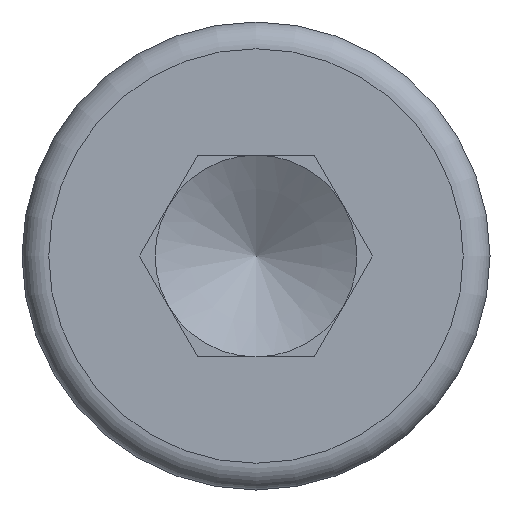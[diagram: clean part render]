
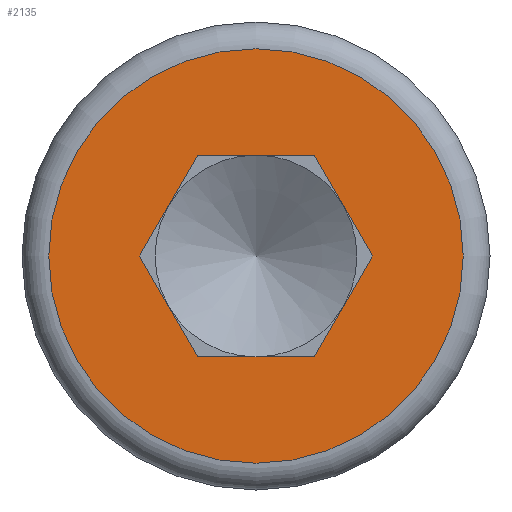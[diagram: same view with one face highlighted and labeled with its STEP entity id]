
A CAD part, left-side view. The second image highlights one B-rep face of the part: STEP entity #2135.
In plain terms, the highlighted planar face has unit normal (-1, 0, 0).
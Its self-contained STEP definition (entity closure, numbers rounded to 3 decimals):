
#20 = FACE_OUTER_BOUND ( 'NONE', #938, .T. ) ;
#52 = CARTESIAN_POINT ( 'NONE',  ( 0., 0.872, -1.51 ) ) ;
#73 = DIRECTION ( 'NONE',  ( -1., 0., 0. ) ) ;
#118 = VERTEX_POINT ( 'NONE', #302 ) ;
#171 = CARTESIAN_POINT ( 'NONE',  ( 0., 0., 3.1 ) ) ;
#213 = FACE_BOUND ( 'NONE', #1998, .T. ) ;
#245 = ORIENTED_EDGE ( 'NONE', *, *, #434, .T. ) ;
#262 = LINE ( 'NONE', #1126, #1941 ) ;
#264 = VERTEX_POINT ( 'NONE', #1068 ) ;
#271 = DIRECTION ( 'NONE',  ( 0., 0.5, -0.866 ) ) ;
#279 = LINE ( 'NONE', #1181, #2189 ) ;
#280 = ORIENTED_EDGE ( 'NONE', *, *, #1150, .T. ) ;
#302 = CARTESIAN_POINT ( 'NONE',  ( 0., -1.744, 0. ) ) ;
#317 = DIRECTION ( 'NONE',  ( 0., 0., 1. ) ) ;
#356 = VECTOR ( 'NONE', #1457, 1000. ) ;
#434 = EDGE_CURVE ( 'NONE', #1225, #118, #1835, .T. ) ;
#492 = LINE ( 'NONE', #1058, #878 ) ;
#509 = PLANE ( 'NONE',  #2150 ) ;
#531 = ORIENTED_EDGE ( 'NONE', *, *, #1609, .T. ) ;
#552 = DIRECTION ( 'NONE',  ( -1., 0., 0. ) ) ;
#593 = DIRECTION ( 'NONE',  ( 0., -1., 0. ) ) ;
#718 = VERTEX_POINT ( 'NONE', #171 ) ;
#766 = VERTEX_POINT ( 'NONE', #1042 ) ;
#801 = DIRECTION ( 'NONE',  ( 0., 0., 1. ) ) ;
#878 = VECTOR ( 'NONE', #1743, 1000. ) ;
#938 = EDGE_LOOP ( 'NONE', ( #531 ) ) ;
#950 = LINE ( 'NONE', #2073, #1673 ) ;
#964 = DIRECTION ( 'NONE',  ( 0., 1., 0. ) ) ;
#979 = EDGE_CURVE ( 'NONE', #1782, #264, #492, .T. ) ;
#986 = CARTESIAN_POINT ( 'NONE',  ( 0., -0.872, 1.51 ) ) ;
#1042 = CARTESIAN_POINT ( 'NONE',  ( 0., 0.872, -1.51 ) ) ;
#1058 = CARTESIAN_POINT ( 'NONE',  ( 0., 1.744, 0. ) ) ;
#1068 = CARTESIAN_POINT ( 'NONE',  ( 0., 0.872, 1.51 ) ) ;
#1079 = CARTESIAN_POINT ( 'NONE',  ( 0., 0., 0. ) ) ;
#1126 = CARTESIAN_POINT ( 'NONE',  ( 0., -0.872, 1.51 ) ) ;
#1150 = EDGE_CURVE ( 'NONE', #118, #1271, #950, .T. ) ;
#1164 = EDGE_CURVE ( 'NONE', #1225, #264, #262, .T. ) ;
#1181 = CARTESIAN_POINT ( 'NONE',  ( 0., 1.744, 0. ) ) ;
#1225 = VERTEX_POINT ( 'NONE', #986 ) ;
#1271 = VERTEX_POINT ( 'NONE', #2027 ) ;
#1417 = ORIENTED_EDGE ( 'NONE', *, *, #1889, .F. ) ;
#1457 = DIRECTION ( 'NONE',  ( 0., -0.5, -0.866 ) ) ;
#1467 = CARTESIAN_POINT ( 'NONE',  ( 0., 0., 0. ) ) ;
#1469 = CARTESIAN_POINT ( 'NONE',  ( 0., -0.872, 1.51 ) ) ;
#1609 = EDGE_CURVE ( 'NONE', #718, #718, #2285, .T. ) ;
#1657 = VECTOR ( 'NONE', #593, 1000. ) ;
#1673 = VECTOR ( 'NONE', #271, 1000. ) ;
#1682 = ORIENTED_EDGE ( 'NONE', *, *, #1164, .F. ) ;
#1720 = AXIS2_PLACEMENT_3D ( 'NONE', #1467, #73, #801 ) ;
#1743 = DIRECTION ( 'NONE',  ( 0., -0.5, 0.866 ) ) ;
#1782 = VERTEX_POINT ( 'NONE', #2094 ) ;
#1827 = ORIENTED_EDGE ( 'NONE', *, *, #979, .T. ) ;
#1835 = LINE ( 'NONE', #1469, #356 ) ;
#1889 = EDGE_CURVE ( 'NONE', #1782, #766, #279, .T. ) ;
#1891 = LINE ( 'NONE', #52, #1657 ) ;
#1904 = DIRECTION ( 'NONE',  ( 0., -0.5, -0.866 ) ) ;
#1941 = VECTOR ( 'NONE', #964, 1000. ) ;
#1998 = EDGE_LOOP ( 'NONE', ( #1827, #1682, #245, #280, #2252, #1417 ) ) ;
#2027 = CARTESIAN_POINT ( 'NONE',  ( 0., -0.872, -1.51 ) ) ;
#2073 = CARTESIAN_POINT ( 'NONE',  ( 0., -1.744, 0. ) ) ;
#2094 = CARTESIAN_POINT ( 'NONE',  ( 0., 1.744, 0. ) ) ;
#2135 = ADVANCED_FACE ( 'NONE', ( #213, #20 ), #509, .T. ) ;
#2150 = AXIS2_PLACEMENT_3D ( 'NONE', #1079, #552, #317 ) ;
#2189 = VECTOR ( 'NONE', #1904, 1000. ) ;
#2252 = ORIENTED_EDGE ( 'NONE', *, *, #2293, .F. ) ;
#2285 = CIRCLE ( 'NONE', #1720, 3.1 ) ;
#2293 = EDGE_CURVE ( 'NONE', #766, #1271, #1891, .T. ) ;
